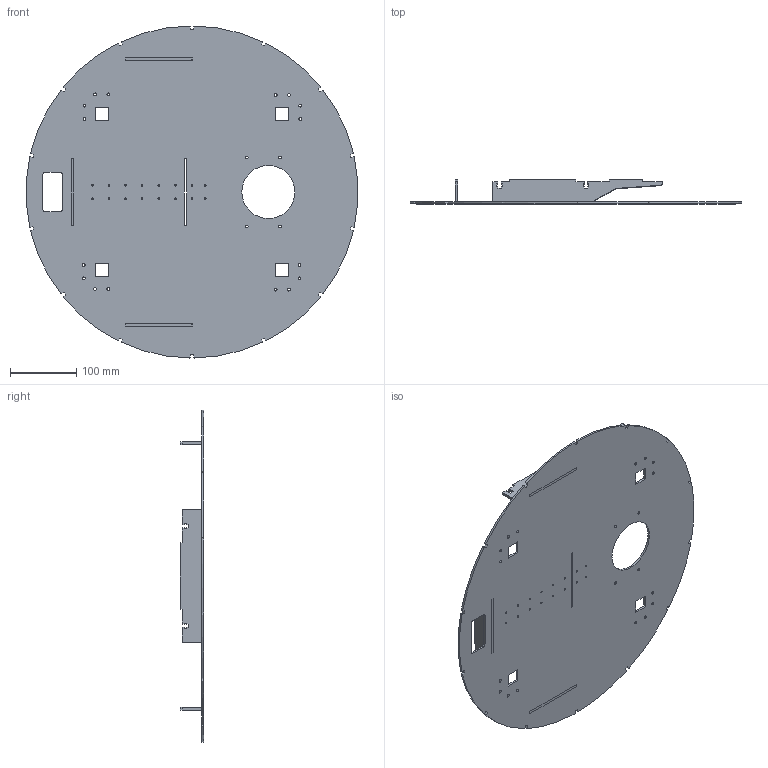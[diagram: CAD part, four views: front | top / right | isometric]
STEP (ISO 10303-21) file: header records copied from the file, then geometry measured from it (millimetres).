
FILE_DESCRIPTION (( 'STEP AP203' ), '1' );
FILE_NAME ('Assembly Base MID.STEP', '2022-01-03T17:01:56', ( '' ), ( '' ), 'SwSTEP 2.0', 'SolidWorks 2018', '' );
FILE_SCHEMA (( 'CONFIG_CONTROL_DESIGN' ));
Length unit declared in the file: millimetre
Products named in the file (4): Assembly Base MID; 013_Base_MID_SR_v01; 016_Base_MID_Holder_SR_v01; 017_Base_MID_Holder_LR_SR_v01
Assembly tree (4 placements, depth 2):
  Assembly Base MID
    013_Base_MID_SR_v01
    016_Base_MID_Holder_SR_v01
    017_Base_MID_Holder_LR_SR_v01  x2
Bounding box: 498.77 x 36 x 499.95 mm (x, y, z)
Volume: 633597.7 mm3; surface area: 427613 mm2
Topology: 4 solids, 4 shells, 372 faces, 1092 edges, 728 vertices
Faces by surface type: plane 206, cylinder 166
Entity records: 11582 total; most frequent: DIRECTION 1954, CARTESIAN_POINT 1933, ORIENTED_EDGE 1920, EDGE_CURVE 960, AXIS2_PLACEMENT_3D 661, VERTEX_POINT 640, VECTOR 632, LINE 632
